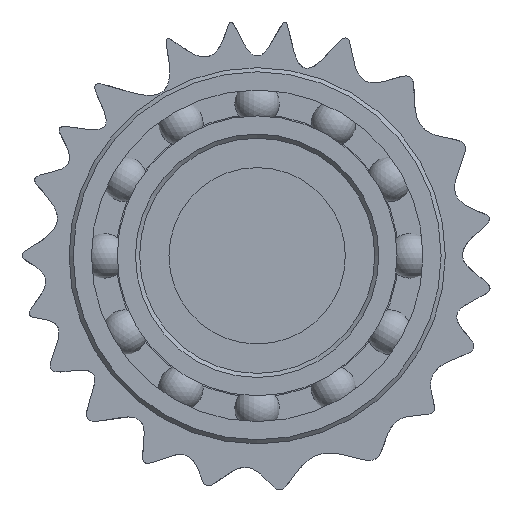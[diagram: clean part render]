
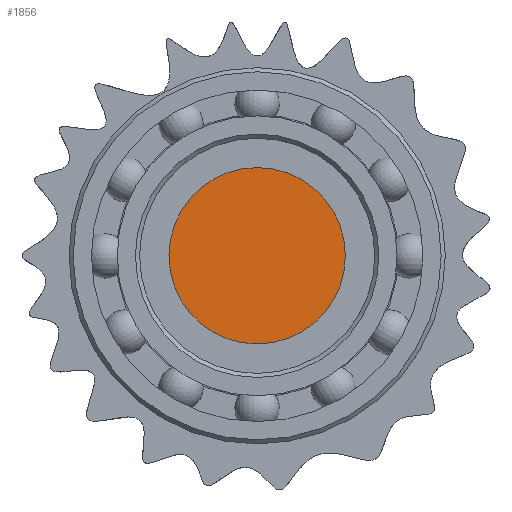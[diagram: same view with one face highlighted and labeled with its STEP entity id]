
A CAD part, front view. The second image highlights one B-rep face of the part: STEP entity #1856.
In plain terms, the highlighted planar face has unit normal (0, -1, 0).
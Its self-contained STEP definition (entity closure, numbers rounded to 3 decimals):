
#207=PLANE('',#2159);
#331=FACE_OUTER_BOUND('',#457,.T.);
#457=EDGE_LOOP('',(#1705));
#737=CIRCLE('',#2158,7.5);
#943=VERTEX_POINT('',#6809);
#1197=EDGE_CURVE('',#943,#943,#737,.T.);
#1705=ORIENTED_EDGE('',*,*,#1197,.F.);
#1856=ADVANCED_FACE('',(#331),#207,.F.);
#2158=AXIS2_PLACEMENT_3D('',#6811,#2705,#2706);
#2159=AXIS2_PLACEMENT_3D('',#6812,#2707,#2708);
#2705=DIRECTION('center_axis',(0.,1.,0.));
#2706=DIRECTION('ref_axis',(1.,0.,0.));
#2707=DIRECTION('center_axis',(0.,1.,0.));
#2708=DIRECTION('ref_axis',(1.,0.,0.));
#6809=CARTESIAN_POINT('',(-7.5,0.,0.));
#6811=CARTESIAN_POINT('Origin',(0.,0.,0.));
#6812=CARTESIAN_POINT('Origin',(0.,0.,0.));
